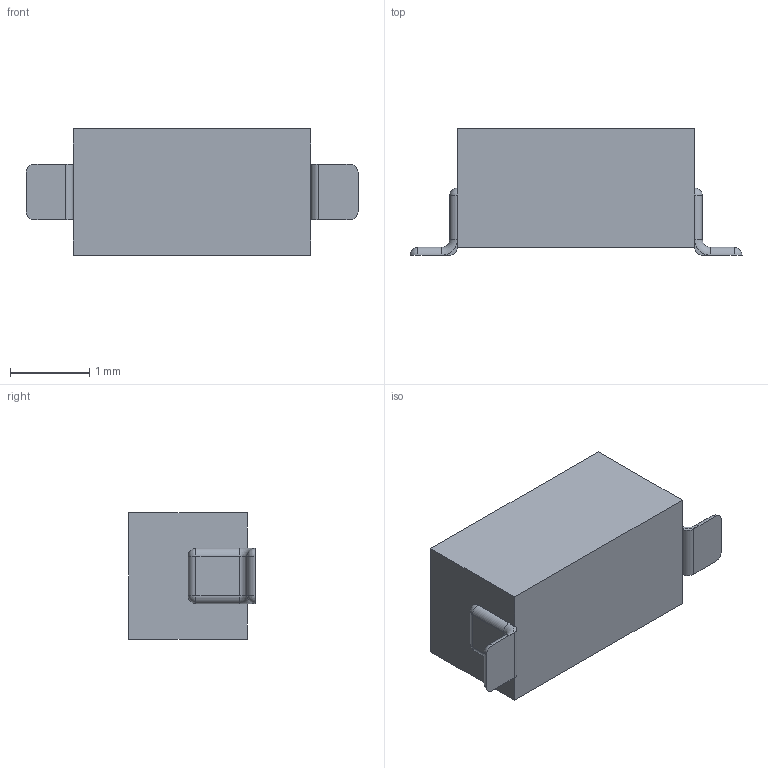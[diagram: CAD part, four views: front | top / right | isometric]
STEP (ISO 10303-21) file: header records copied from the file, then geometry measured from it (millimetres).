
FILE_DESCRIPTION(/* description */ (''),/* implementation_level */ '2;1');
FILE_NAME(/* name */ 'Resistor black_ipt_6ad790a9.STEP',/* time_stamp */ '2024-05-28T15:41:04+01:00',/* author */ ('rlndo'),/* organization */ (''),/* preprocessor_version */ 'ST-DEVELOPER v16.13',/* originating_system */ 'Autodesk Inventor 2018',/* authorisation */ '');
FILE_SCHEMA (('AUTOMOTIVE_DESIGN { 1 0 10303 214 3 1 1 }'));
Length unit declared in the file: millimetre
Products named in the file (1): Resistor black
Bounding box: 4.2 x 1.6 x 1.6 mm (x, y, z)
Volume: 7.4 mm3; surface area: 25.4 mm2
Topology: 1 solids, 1 shells, 44 faces, 106 edges, 56 vertices
Faces by surface type: plane 16, cylinder 16, sphere 8, torus 4
Entity records: 1306 total; most frequent: DIRECTION 232, CARTESIAN_POINT 199, ORIENTED_EDGE 196, EDGE_CURVE 98, AXIS2_PLACEMENT_3D 89, VERTEX_POINT 56, LINE 54, VECTOR 54
